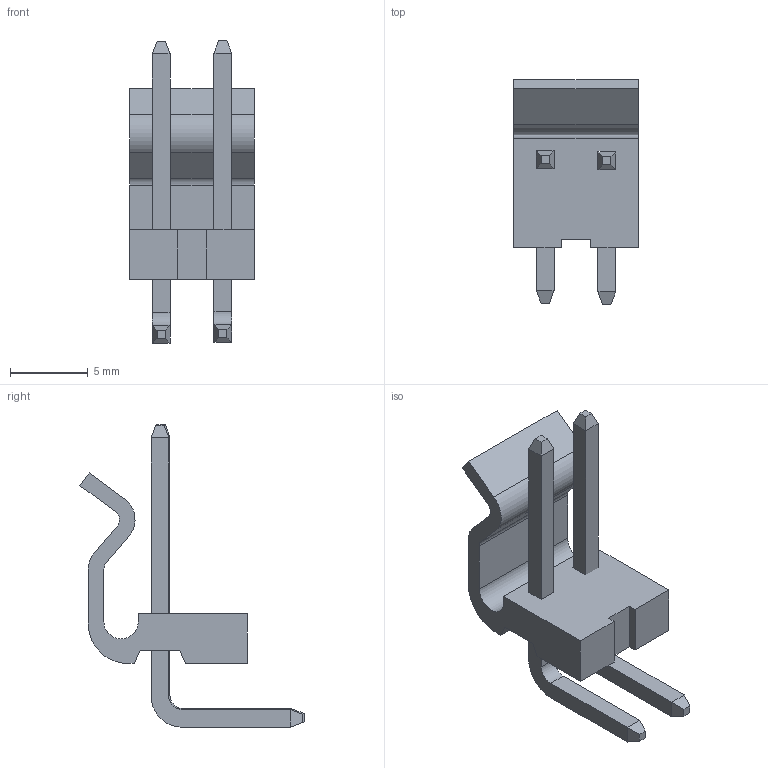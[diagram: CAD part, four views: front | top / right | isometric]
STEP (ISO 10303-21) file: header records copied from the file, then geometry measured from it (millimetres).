
FILE_DESCRIPTION( ( 'Unknown' ), '1' );
FILE_NAME( '645002117322.stp', 'Unknown', ( 'Unknown' ), ( 'Unknown' ), 'PSStep 18.0.17', 'Unknown', ' ' );
FILE_SCHEMA( ( 'AUTOMOTIVE_DESIGN { 1 0 10303 214 1 1 1 1 }' ) );
Length unit declared in the file: millimetre
Products named in the file (3): Assem1; 645002114822; 6450xx117322_PIN
Assembly tree (3 placements, depth 2):
  Assem1
    645002114822
    6450xx117322_PIN  x2
Bounding box: 8.03 x 14.43 x 19.45 mm (x, y, z)
Volume: 341.4 mm3; surface area: 769.4 mm2
Topology: 3 solids, 3 shells, 81 faces, 203 edges, 130 vertices
Faces by surface type: plane 71, cylinder 10
Entity records: 2463 total; most frequent: CARTESIAN_POINT 336, ORIENTED_EDGE 326, DIRECTION 313, EDGE_CURVE 163, LINE 147, VECTOR 147, VERTEX_POINT 106, AXIS2_PLACEMENT_3D 83
